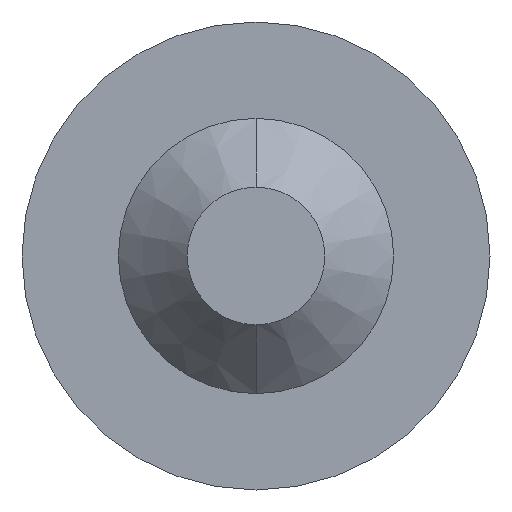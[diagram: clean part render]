
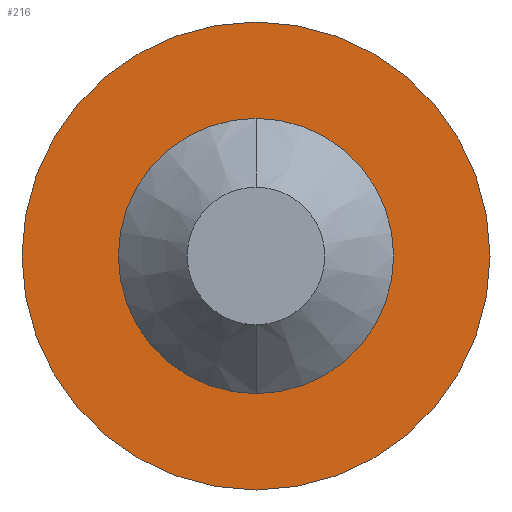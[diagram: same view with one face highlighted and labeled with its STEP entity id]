
A CAD part, front view. The second image highlights one B-rep face of the part: STEP entity #216.
In plain terms, the highlighted planar face has unit normal (0, -1, 0).
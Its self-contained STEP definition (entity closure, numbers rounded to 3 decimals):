
#13 = CARTESIAN_POINT ( 'NONE',  ( 0., 0., 0. ) ) ;
#56 = EDGE_CURVE ( 'NONE', #370, #282, #352, .T. ) ;
#72 = FACE_OUTER_BOUND ( 'NONE', #77, .T. ) ;
#77 = EDGE_LOOP ( 'NONE', ( #332, #280 ) ) ;
#87 = DIRECTION ( 'NONE',  ( 0., -1., 0. ) ) ;
#89 = CIRCLE ( 'NONE', #360, 1. ) ;
#94 = VERTEX_POINT ( 'NONE', #176 ) ;
#104 = AXIS2_PLACEMENT_3D ( 'NONE', #318, #283, #368 ) ;
#114 = EDGE_LOOP ( 'NONE', ( #359, #288 ) ) ;
#130 = CARTESIAN_POINT ( 'NONE',  ( 0., 0., 0. ) ) ;
#153 = DIRECTION ( 'NONE',  ( 0., 0., -1. ) ) ;
#158 = VERTEX_POINT ( 'NONE', #311 ) ;
#159 = FACE_BOUND ( 'NONE', #114, .T. ) ;
#176 = CARTESIAN_POINT ( 'NONE',  ( 0., 0., -1.7 ) ) ;
#216 = ADVANCED_FACE ( 'NONE', ( #159, #72 ), #322, .T. ) ;
#236 = DIRECTION ( 'NONE',  ( 0., 1., 0. ) ) ;
#238 = CARTESIAN_POINT ( 'NONE',  ( 0., 0., 0. ) ) ;
#250 = DIRECTION ( 'NONE',  ( 0., 0., -1. ) ) ;
#257 = EDGE_CURVE ( 'NONE', #282, #370, #89, .T. ) ;
#279 = EDGE_CURVE ( 'NONE', #158, #94, #400, .T. ) ;
#280 = ORIENTED_EDGE ( 'NONE', *, *, #279, .T. ) ;
#282 = VERTEX_POINT ( 'NONE', #315 ) ;
#283 = DIRECTION ( 'NONE',  ( 0., -1., 0. ) ) ;
#288 = ORIENTED_EDGE ( 'NONE', *, *, #257, .T. ) ;
#300 = DIRECTION ( 'NONE',  ( 0., 0., 1. ) ) ;
#303 = DIRECTION ( 'NONE',  ( 0., 1., 0. ) ) ;
#309 = AXIS2_PLACEMENT_3D ( 'NONE', #238, #515, #153 ) ;
#311 = CARTESIAN_POINT ( 'NONE',  ( 0., 0., 1.7 ) ) ;
#315 = CARTESIAN_POINT ( 'NONE',  ( 0., 0., -1. ) ) ;
#318 = CARTESIAN_POINT ( 'NONE',  ( 0., 0., 0. ) ) ;
#322 = PLANE ( 'NONE',  #104 ) ;
#326 = CARTESIAN_POINT ( 'NONE',  ( 0., 0., 1. ) ) ;
#332 = ORIENTED_EDGE ( 'NONE', *, *, #519, .T. ) ;
#352 = CIRCLE ( 'NONE', #417, 1. ) ;
#359 = ORIENTED_EDGE ( 'NONE', *, *, #56, .T. ) ;
#360 = AXIS2_PLACEMENT_3D ( 'NONE', #517, #236, #365 ) ;
#365 = DIRECTION ( 'NONE',  ( 0., 0., 1. ) ) ;
#368 = DIRECTION ( 'NONE',  ( 0., 0., -1. ) ) ;
#370 = VERTEX_POINT ( 'NONE', #326 ) ;
#400 = CIRCLE ( 'NONE', #309, 1.7 ) ;
#417 = AXIS2_PLACEMENT_3D ( 'NONE', #13, #303, #300 ) ;
#451 = CIRCLE ( 'NONE', #497, 1.7 ) ;
#497 = AXIS2_PLACEMENT_3D ( 'NONE', #130, #87, #250 ) ;
#515 = DIRECTION ( 'NONE',  ( 0., -1., 0. ) ) ;
#517 = CARTESIAN_POINT ( 'NONE',  ( 0., 0., 0. ) ) ;
#519 = EDGE_CURVE ( 'NONE', #94, #158, #451, .T. ) ;
